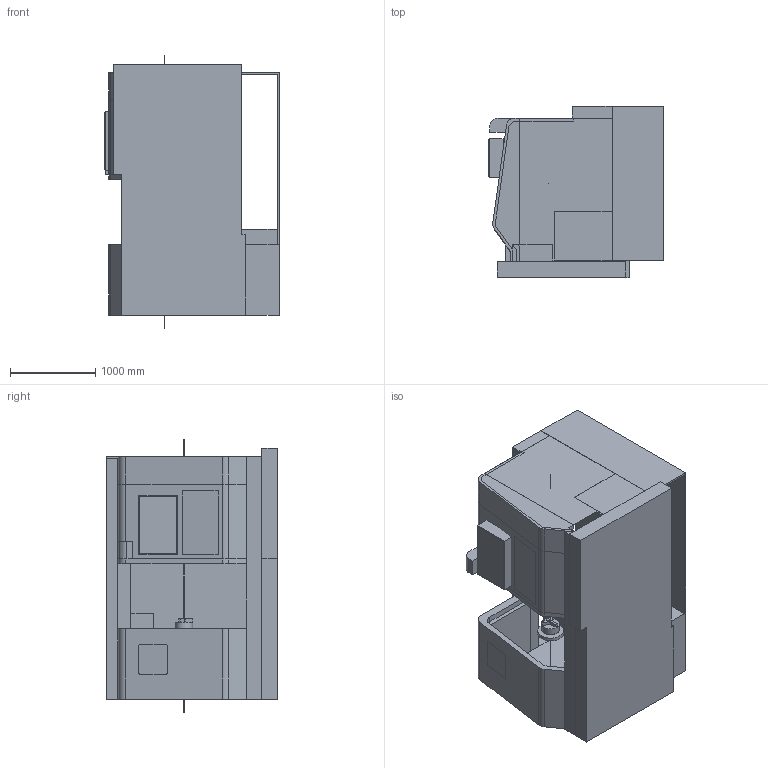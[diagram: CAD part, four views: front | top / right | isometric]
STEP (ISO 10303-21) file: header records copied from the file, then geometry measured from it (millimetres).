
FILE_DESCRIPTION(/* description */ (''),/* implementation_level */ '2;1');
FILE_NAME(/* name */ 'LU300Covers.stp',/* time_stamp */ '2017-03-09T09:56:48-05:00',/* author */ ('jon_d'),/* organization */ (''),/* preprocessor_version */ 'ST-DEVELOPER v16.5',/* originating_system */ 'Autodesk Inventor 2017',/* authorisation */ '');
FILE_SCHEMA (('AUTOMOTIVE_DESIGN { 1 0 10303 214 3 1 1 }'));
Products named in the file (25): LU300Covers; NC; Éú; N[g; hA; hA[; pl; C_Ng; rX; EéÒ; EéÒÆ§,; EÊò; EÊò¤; EÊòO; ÑéÒ; ÑéÒÆ§,; ÑéÒ¤; ÑéÒÐ; ÑÊò; Ïðõˆ; Ïðõˆ_1; ší ; wòJo[; LU-300-CHUCK; Chuck Centerline
Assembly tree (24 placements, depth 3):
  LU300Covers
    NC
    Éú
    N[g
    hA
    hA[
    pl
    C_Ng
    rX
    EéÒ
    EéÒÆ§,
    EÊò
    EÊò¤
    EÊòO
    ÑéÒ
    ÑéÒÆ§,
    ÑéÒ¤
    ÑéÒÐ
    ÑÊò
    Ïðõˆ
      Ïðõˆ_1
    ší 
    wòJo[
    LU-300-CHUCK
    Chuck Centerline
Bounding box: 2050 x 2010 x 3200.4 mm (x, y, z)
Volume: 2506993754.1 mm3; surface area: 56870848.8 mm2
Topology: 23 solids, 23 shells, 272 faces, 663 edges, 439 vertices
Faces by surface type: plane 239, cylinder 33
Full cylindrical faces by diameter (mm): 6.35 x1, 168.656 x1, 209.55 x1, 304.8 x1
Entity records: 8911 total; most frequent: CARTESIAN_POINT 1693, DIRECTION 1372, ORIENTED_EDGE 1316, EDGE_CURVE 658, LINE 582, VECTOR 582, VERTEX_POINT 438, AXIS2_PLACEMENT_3D 395
